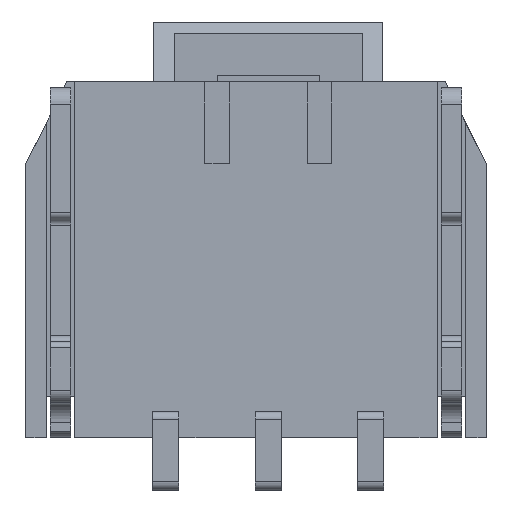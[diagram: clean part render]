
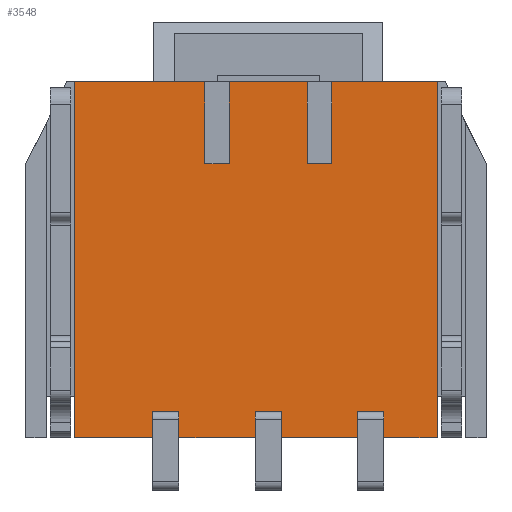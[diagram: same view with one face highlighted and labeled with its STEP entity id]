
A CAD part, front view. The second image highlights one B-rep face of the part: STEP entity #3548.
In plain terms, the highlighted planar face has unit normal (0, -1, 0).
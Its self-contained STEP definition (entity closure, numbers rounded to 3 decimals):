
#33=DIRECTION('',(1.,0.,0.));
#34=VECTOR('',#33,0.6);
#35=CARTESIAN_POINT('',(-1.25,-1.74,2.345));
#36=LINE('',#35,#34);
#37=DIRECTION('',(0.,0.,-1.));
#38=VECTOR('',#37,2.);
#39=CARTESIAN_POINT('',(-0.65,-1.74,4.345));
#40=LINE('',#39,#38);
#41=DIRECTION('',(1.,0.,0.));
#42=VECTOR('',#41,1.9);
#43=CARTESIAN_POINT('',(-0.65,-1.74,4.345));
#44=LINE('',#43,#42);
#45=DIRECTION('',(0.,0.,-1.));
#46=VECTOR('',#45,2.);
#47=CARTESIAN_POINT('',(1.25,-1.74,4.345));
#48=LINE('',#47,#46);
#49=DIRECTION('',(1.,0.,0.));
#50=VECTOR('',#49,0.6);
#51=CARTESIAN_POINT('',(1.25,-1.74,2.345));
#52=LINE('',#51,#50);
#53=DIRECTION('',(0.,0.,-1.));
#54=VECTOR('',#53,2.);
#55=CARTESIAN_POINT('',(1.85,-1.74,4.345));
#56=LINE('',#55,#54);
#57=DIRECTION('',(1.,0.,0.));
#58=VECTOR('',#57,2.575);
#59=CARTESIAN_POINT('',(1.85,-1.74,4.345));
#60=LINE('',#59,#58);
#61=DIRECTION('',(0.,0.,-1.));
#62=VECTOR('',#61,8.69);
#63=CARTESIAN_POINT('',(4.425,-1.74,4.345));
#64=LINE('',#63,#62);
#65=DIRECTION('',(-1.,0.,0.));
#66=VECTOR('',#65,1.308);
#67=CARTESIAN_POINT('',(4.425,-1.74,-4.345));
#68=LINE('',#67,#66);
#69=DIRECTION('',(0.,0.,1.));
#70=VECTOR('',#69,0.638);
#71=CARTESIAN_POINT('',(3.118,-1.74,-4.345));
#72=LINE('',#71,#70);
#73=DIRECTION('',(-1.,0.,0.));
#74=VECTOR('',#73,0.635);
#75=CARTESIAN_POINT('',(3.118,-1.74,-3.707));
#76=LINE('',#75,#74);
#77=DIRECTION('',(0.,0.,1.));
#78=VECTOR('',#77,0.638);
#79=CARTESIAN_POINT('',(2.483,-1.74,-4.345));
#80=LINE('',#79,#78);
#81=DIRECTION('',(-1.,0.,0.));
#82=VECTOR('',#81,1.865);
#83=CARTESIAN_POINT('',(2.483,-1.74,-4.345));
#84=LINE('',#83,#82);
#85=DIRECTION('',(0.,0.,1.));
#86=VECTOR('',#85,0.638);
#87=CARTESIAN_POINT('',(0.618,-1.74,-4.345));
#88=LINE('',#87,#86);
#89=DIRECTION('',(-1.,0.,0.));
#90=VECTOR('',#89,0.635);
#91=CARTESIAN_POINT('',(0.618,-1.74,-3.707));
#92=LINE('',#91,#90);
#93=DIRECTION('',(0.,0.,1.));
#94=VECTOR('',#93,0.638);
#95=CARTESIAN_POINT('',(-0.018,-1.74,-4.345));
#96=LINE('',#95,#94);
#97=DIRECTION('',(-1.,0.,0.));
#98=VECTOR('',#97,1.865);
#99=CARTESIAN_POINT('',(-0.018,-1.74,-4.345));
#100=LINE('',#99,#98);
#101=DIRECTION('',(0.,0.,1.));
#102=VECTOR('',#101,0.638);
#103=CARTESIAN_POINT('',(-1.883,-1.74,-4.345));
#104=LINE('',#103,#102);
#105=DIRECTION('',(-1.,0.,0.));
#106=VECTOR('',#105,0.635);
#107=CARTESIAN_POINT('',(-1.883,-1.74,-3.707));
#108=LINE('',#107,#106);
#109=DIRECTION('',(0.,0.,1.));
#110=VECTOR('',#109,0.638);
#111=CARTESIAN_POINT('',(-2.518,-1.74,-4.345));
#112=LINE('',#111,#110);
#113=DIRECTION('',(-1.,0.,0.));
#114=VECTOR('',#113,1.908);
#115=CARTESIAN_POINT('',(-2.518,-1.74,-4.345));
#116=LINE('',#115,#114);
#117=DIRECTION('',(0.,0.,-1.));
#118=VECTOR('',#117,8.69);
#119=CARTESIAN_POINT('',(-4.425,-1.74,4.345));
#120=LINE('',#119,#118);
#121=DIRECTION('',(1.,0.,0.));
#122=VECTOR('',#121,3.175);
#123=CARTESIAN_POINT('',(-4.425,-1.74,4.345));
#124=LINE('',#123,#122);
#125=DIRECTION('',(0.,0.,-1.));
#126=VECTOR('',#125,2.);
#127=CARTESIAN_POINT('',(-1.25,-1.74,4.345));
#128=LINE('',#127,#126);
#2761=CARTESIAN_POINT('',(3.118,-1.74,-4.345));
#2762=CARTESIAN_POINT('',(3.118,-1.74,-3.707));
#2763=VERTEX_POINT('',#2761);
#2764=VERTEX_POINT('',#2762);
#2765=CARTESIAN_POINT('',(2.483,-1.74,-4.345));
#2766=CARTESIAN_POINT('',(2.483,-1.74,-3.707));
#2767=VERTEX_POINT('',#2765);
#2768=VERTEX_POINT('',#2766);
#2861=CARTESIAN_POINT('',(0.618,-1.74,-4.345));
#2862=CARTESIAN_POINT('',(0.618,-1.74,-3.707));
#2863=VERTEX_POINT('',#2861);
#2864=VERTEX_POINT('',#2862);
#2865=CARTESIAN_POINT('',(-0.018,-1.74,-4.345));
#2866=CARTESIAN_POINT('',(-0.018,-1.74,-3.707));
#2867=VERTEX_POINT('',#2865);
#2868=VERTEX_POINT('',#2866);
#2961=CARTESIAN_POINT('',(-1.883,-1.74,-4.345));
#2962=CARTESIAN_POINT('',(-1.883,-1.74,-3.707));
#2963=VERTEX_POINT('',#2961);
#2964=VERTEX_POINT('',#2962);
#2965=CARTESIAN_POINT('',(-2.518,-1.74,-4.345));
#2966=CARTESIAN_POINT('',(-2.518,-1.74,-3.707));
#2967=VERTEX_POINT('',#2965);
#2968=VERTEX_POINT('',#2966);
#3221=CARTESIAN_POINT('',(4.425,-1.74,4.345));
#3222=CARTESIAN_POINT('',(4.425,-1.74,-4.345));
#3223=VERTEX_POINT('',#3221);
#3224=VERTEX_POINT('',#3222);
#3387=CARTESIAN_POINT('',(-4.425,-1.74,4.345));
#3388=CARTESIAN_POINT('',(-4.425,-1.74,-4.345));
#3389=VERTEX_POINT('',#3387);
#3390=VERTEX_POINT('',#3388);
#3445=CARTESIAN_POINT('',(-1.25,-1.74,2.345));
#3446=CARTESIAN_POINT('',(-0.65,-1.74,2.345));
#3447=VERTEX_POINT('',#3445);
#3448=VERTEX_POINT('',#3446);
#3449=CARTESIAN_POINT('',(1.25,-1.74,2.345));
#3450=CARTESIAN_POINT('',(1.85,-1.74,2.345));
#3451=VERTEX_POINT('',#3449);
#3452=VERTEX_POINT('',#3450);
#3453=CARTESIAN_POINT('',(-1.25,-1.74,4.345));
#3454=VERTEX_POINT('',#3453);
#3455=CARTESIAN_POINT('',(-0.65,-1.74,4.345));
#3456=VERTEX_POINT('',#3455);
#3457=CARTESIAN_POINT('',(1.25,-1.74,4.345));
#3458=VERTEX_POINT('',#3457);
#3459=CARTESIAN_POINT('',(1.85,-1.74,4.345));
#3460=VERTEX_POINT('',#3459);
#3493=CARTESIAN_POINT('',(0.,-1.74,0.));
#3494=DIRECTION('',(0.,1.,0.));
#3495=DIRECTION('',(1.,0.,0.));
#3496=AXIS2_PLACEMENT_3D('',#3493,#3494,#3495);
#3497=PLANE('',#3496);
#3499=ORIENTED_EDGE('',*,*,#3498,.T.);
#3501=ORIENTED_EDGE('',*,*,#3500,.F.);
#3503=ORIENTED_EDGE('',*,*,#3502,.T.);
#3505=ORIENTED_EDGE('',*,*,#3504,.T.);
#3507=ORIENTED_EDGE('',*,*,#3506,.T.);
#3509=ORIENTED_EDGE('',*,*,#3508,.F.);
#3511=ORIENTED_EDGE('',*,*,#3510,.T.);
#3513=ORIENTED_EDGE('',*,*,#3512,.T.);
#3515=ORIENTED_EDGE('',*,*,#3514,.T.);
#3517=ORIENTED_EDGE('',*,*,#3516,.T.);
#3519=ORIENTED_EDGE('',*,*,#3518,.T.);
#3521=ORIENTED_EDGE('',*,*,#3520,.F.);
#3523=ORIENTED_EDGE('',*,*,#3522,.T.);
#3525=ORIENTED_EDGE('',*,*,#3524,.T.);
#3527=ORIENTED_EDGE('',*,*,#3526,.T.);
#3529=ORIENTED_EDGE('',*,*,#3528,.F.);
#3531=ORIENTED_EDGE('',*,*,#3530,.T.);
#3533=ORIENTED_EDGE('',*,*,#3532,.T.);
#3535=ORIENTED_EDGE('',*,*,#3534,.T.);
#3537=ORIENTED_EDGE('',*,*,#3536,.F.);
#3539=ORIENTED_EDGE('',*,*,#3538,.T.);
#3541=ORIENTED_EDGE('',*,*,#3540,.F.);
#3543=ORIENTED_EDGE('',*,*,#3542,.T.);
#3545=ORIENTED_EDGE('',*,*,#3544,.T.);
#3546=EDGE_LOOP('',(#3499,#3501,#3503,#3505,#3507,#3509,#3511,#3513,#3515,#3517,
#3519,#3521,#3523,#3525,#3527,#3529,#3531,#3533,#3535,#3537,#3539,#3541,#3543,
#3545));
#3547=FACE_OUTER_BOUND('',#3546,.F.);
#3548=ADVANCED_FACE('',(#3547),#3497,.F.);
#3498=EDGE_CURVE('',#3447,#3448,#36,.T.);
#3500=EDGE_CURVE('',#3456,#3448,#40,.T.);
#3502=EDGE_CURVE('',#3456,#3458,#44,.T.);
#3504=EDGE_CURVE('',#3458,#3451,#48,.T.);
#3506=EDGE_CURVE('',#3451,#3452,#52,.T.);
#3508=EDGE_CURVE('',#3460,#3452,#56,.T.);
#3510=EDGE_CURVE('',#3460,#3223,#60,.T.);
#3512=EDGE_CURVE('',#3223,#3224,#64,.T.);
#3514=EDGE_CURVE('',#3224,#2763,#68,.T.);
#3516=EDGE_CURVE('',#2763,#2764,#72,.T.);
#3518=EDGE_CURVE('',#2764,#2768,#76,.T.);
#3520=EDGE_CURVE('',#2767,#2768,#80,.T.);
#3522=EDGE_CURVE('',#2767,#2863,#84,.T.);
#3524=EDGE_CURVE('',#2863,#2864,#88,.T.);
#3526=EDGE_CURVE('',#2864,#2868,#92,.T.);
#3528=EDGE_CURVE('',#2867,#2868,#96,.T.);
#3530=EDGE_CURVE('',#2867,#2963,#100,.T.);
#3532=EDGE_CURVE('',#2963,#2964,#104,.T.);
#3534=EDGE_CURVE('',#2964,#2968,#108,.T.);
#3536=EDGE_CURVE('',#2967,#2968,#112,.T.);
#3538=EDGE_CURVE('',#2967,#3390,#116,.T.);
#3540=EDGE_CURVE('',#3389,#3390,#120,.T.);
#3542=EDGE_CURVE('',#3389,#3454,#124,.T.);
#3544=EDGE_CURVE('',#3454,#3447,#128,.T.);
